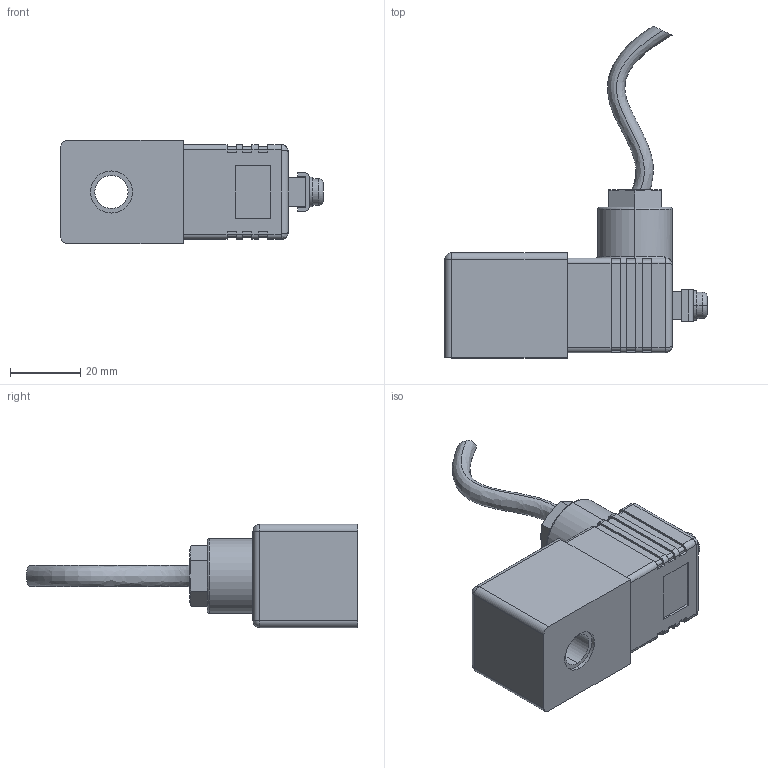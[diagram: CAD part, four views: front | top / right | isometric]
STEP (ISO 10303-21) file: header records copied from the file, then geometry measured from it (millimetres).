
FILE_DESCRIPTION (( 'STEP AP214' ), '1' );
FILE_NAME ('0_284_0x.STEP', '2016-09-06T13:37:13', ( '' ), ( '' ), 'SwSTEP 2.0', 'SolidWorks 2016', '' );
FILE_SCHEMA (( 'AUTOMOTIVE_DESIGN' ));
Length unit declared in the file: millimetre
Products named in the file (1): 0_284_0x
Bounding box: 75 x 94.83 x 29.5 mm (x, y, z)
Volume: 57645.2 mm3; surface area: 12626.4 mm2
Topology: 1 solids, 1 shells, 236 faces, 541 edges, 310 vertices
Faces by surface type: plane 156, cylinder 56, bspline 8, torus 7, cone 7, sphere 2
Entity records: 7580 total; most frequent: CARTESIAN_POINT 1784, DIRECTION 1098, ORIENTED_EDGE 1066, EDGE_CURVE 533, LINE 374, VECTOR 374, AXIS2_PLACEMENT_3D 362, VERTEX_POINT 310
